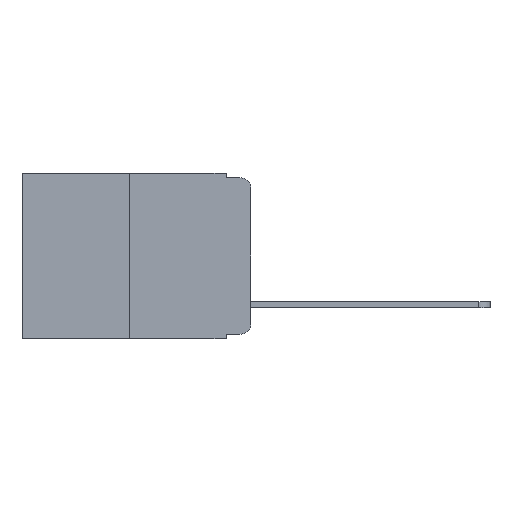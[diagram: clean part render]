
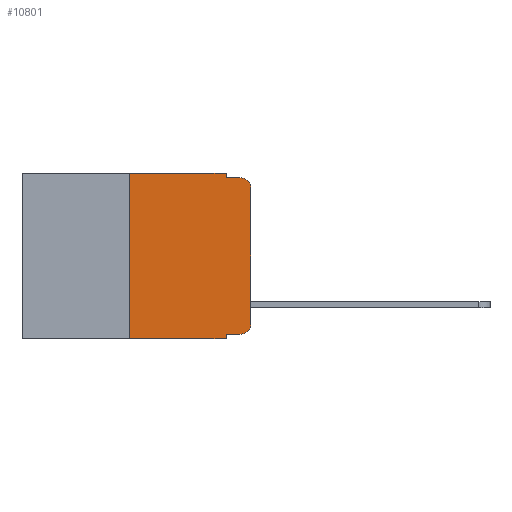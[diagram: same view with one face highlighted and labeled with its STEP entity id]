
A CAD part, left-side view. The second image highlights one B-rep face of the part: STEP entity #10801.
In plain terms, the highlighted planar face has unit normal (-1, 0, 0).
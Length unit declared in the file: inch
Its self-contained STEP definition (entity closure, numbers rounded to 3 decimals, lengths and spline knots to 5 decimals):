
#50 = EDGE_CURVE ( 'NONE', #2481, #1507, #3727, .T. ) ;
#70 = EDGE_CURVE ( 'NONE', #8808, #7814, #8910, .T. ) ;
#364 = CARTESIAN_POINT ( 'NONE',  ( 0., 0.25, 0. ) ) ;
#467 = VERTEX_POINT ( 'NONE', #364 ) ;
#650 = ORIENTED_EDGE ( 'NONE', *, *, #898, .F. ) ;
#828 = EDGE_CURVE ( 'NONE', #1984, #3968, #9942, .T. ) ;
#898 = EDGE_CURVE ( 'NONE', #8808, #467, #9370, .T. ) ;
#920 = CARTESIAN_POINT ( 'NONE',  ( 0., 0.051, 0. ) ) ;
#1187 = FACE_OUTER_BOUND ( 'NONE', #3684, .T. ) ;
#1189 = DIRECTION ( 'NONE',  ( 0., 0., 1. ) ) ;
#1299 = DIRECTION ( 'NONE',  ( 1., 0., 0. ) ) ;
#1507 = VERTEX_POINT ( 'NONE', #4030 ) ;
#1937 = ORIENTED_EDGE ( 'NONE', *, *, #11057, .T. ) ;
#1984 = VERTEX_POINT ( 'NONE', #12125 ) ;
#1998 = EDGE_CURVE ( 'NONE', #1507, #6375, #5941, .T. ) ;
#2392 = CARTESIAN_POINT ( 'NONE',  ( 0., 0.02, -0.01 ) ) ;
#2481 = VERTEX_POINT ( 'NONE', #9398 ) ;
#2869 = CARTESIAN_POINT ( 'NONE',  ( 0., 0.02, -0.03 ) ) ;
#3345 = VECTOR ( 'NONE', #11103, 39.37008 ) ;
#3417 = VERTEX_POINT ( 'NONE', #4150 ) ;
#3602 = EDGE_CURVE ( 'NONE', #467, #2481, #12615, .T. ) ;
#3684 = EDGE_LOOP ( 'NONE', ( #10177, #1937, #10345, #8887, #11213, #650, #7072, #12476, #12486, #11481 ) ) ;
#3727 = LINE ( 'NONE', #4258, #6640 ) ;
#3778 = CARTESIAN_POINT ( 'NONE',  ( 0., 0.25, -0.343 ) ) ;
#3864 = CARTESIAN_POINT ( 'NONE',  ( 0., 0.25, 0. ) ) ;
#3880 = DIRECTION ( 'NONE',  ( 0., 0., -1. ) ) ;
#3951 = EDGE_CURVE ( 'NONE', #3968, #7855, #9107, .T. ) ;
#3968 = VERTEX_POINT ( 'NONE', #9383 ) ;
#4030 = CARTESIAN_POINT ( 'NONE',  ( 0., 0.051, -0.01 ) ) ;
#4150 = CARTESIAN_POINT ( 'NONE',  ( 0., 0., -0.03 ) ) ;
#4258 = CARTESIAN_POINT ( 'NONE',  ( 0., 0.051, 0. ) ) ;
#4593 = CARTESIAN_POINT ( 'NONE',  ( 0., 0., -0.313 ) ) ;
#4630 = EDGE_CURVE ( 'NONE', #7855, #3417, #5285, .T. ) ;
#4710 = AXIS2_PLACEMENT_3D ( 'NONE', #7273, #1299, #8227 ) ;
#4812 = CARTESIAN_POINT ( 'NONE',  ( 0., 0., 0. ) ) ;
#5083 = VECTOR ( 'NONE', #12371, 39.37008 ) ;
#5285 = LINE ( 'NONE', #4812, #10729 ) ;
#5314 = VECTOR ( 'NONE', #8222, 39.37008 ) ;
#5458 = CARTESIAN_POINT ( 'NONE',  ( 0., 0.051, -0.343 ) ) ;
#5494 = CARTESIAN_POINT ( 'NONE',  ( 0., 0.051, -0.333 ) ) ;
#5941 = LINE ( 'NONE', #11174, #3345 ) ;
#5993 = VECTOR ( 'NONE', #11915, 39.37008 ) ;
#6375 = VERTEX_POINT ( 'NONE', #2392 ) ;
#6640 = VECTOR ( 'NONE', #10988, 39.37008 ) ;
#6770 = VECTOR ( 'NONE', #8659, 39.37008 ) ;
#7072 = ORIENTED_EDGE ( 'NONE', *, *, #70, .T. ) ;
#7273 = CARTESIAN_POINT ( 'NONE',  ( 0., 0.473, 0. ) ) ;
#7333 = CARTESIAN_POINT ( 'NONE',  ( 0., 0.473, -0.343 ) ) ;
#7413 = VECTOR ( 'NONE', #12558, 39.37008 ) ;
#7814 = VERTEX_POINT ( 'NONE', #5458 ) ;
#7823 = AXIS2_PLACEMENT_3D ( 'NONE', #10650, #10633, #10558 ) ;
#7855 = VERTEX_POINT ( 'NONE', #4593 ) ;
#8222 = DIRECTION ( 'NONE',  ( 0., -1., 0. ) ) ;
#8227 = DIRECTION ( 'NONE',  ( 0., 0., -1. ) ) ;
#8659 = DIRECTION ( 'NONE',  ( 0., 0., 1. ) ) ;
#8808 = VERTEX_POINT ( 'NONE', #3778 ) ;
#8887 = ORIENTED_EDGE ( 'NONE', *, *, #50, .F. ) ;
#8910 = LINE ( 'NONE', #7333, #5993 ) ;
#8917 = EDGE_CURVE ( 'NONE', #1984, #7814, #10559, .T. ) ;
#9107 = CIRCLE ( 'NONE', #7823, 0.02 ) ;
#9370 = LINE ( 'NONE', #3864, #6770 ) ;
#9383 = CARTESIAN_POINT ( 'NONE',  ( 0., 0.02, -0.333 ) ) ;
#9398 = CARTESIAN_POINT ( 'NONE',  ( 0., 0.051, 0. ) ) ;
#9727 = DIRECTION ( 'NONE',  ( -1., 0., 0. ) ) ;
#9942 = LINE ( 'NONE', #5494, #5083 ) ;
#10177 = ORIENTED_EDGE ( 'NONE', *, *, #4630, .T. ) ;
#10345 = ORIENTED_EDGE ( 'NONE', *, *, #1998, .F. ) ;
#10531 = AXIS2_PLACEMENT_3D ( 'NONE', #2869, #9727, #3880 ) ;
#10558 = DIRECTION ( 'NONE',  ( 0., 0., -1. ) ) ;
#10559 = LINE ( 'NONE', #920, #7413 ) ;
#10633 = DIRECTION ( 'NONE',  ( -1., 0., 0. ) ) ;
#10650 = CARTESIAN_POINT ( 'NONE',  ( 0., 0.02, -0.313 ) ) ;
#10729 = VECTOR ( 'NONE', #1189, 39.37008 ) ;
#10801 = ADVANCED_FACE ( 'NONE', ( #1187 ), #11052, .F. ) ;
#10988 = DIRECTION ( 'NONE',  ( 0., 0., -1. ) ) ;
#11052 = PLANE ( 'NONE',  #4710 ) ;
#11057 = EDGE_CURVE ( 'NONE', #3417, #6375, #11421, .T. ) ;
#11103 = DIRECTION ( 'NONE',  ( 0., -1., 0. ) ) ;
#11174 = CARTESIAN_POINT ( 'NONE',  ( 0., 0.051, -0.01 ) ) ;
#11213 = ORIENTED_EDGE ( 'NONE', *, *, #3602, .F. ) ;
#11421 = CIRCLE ( 'NONE', #10531, 0.02 ) ;
#11481 = ORIENTED_EDGE ( 'NONE', *, *, #3951, .T. ) ;
#11915 = DIRECTION ( 'NONE',  ( 0., -1., 0. ) ) ;
#12125 = CARTESIAN_POINT ( 'NONE',  ( 0., 0.051, -0.333 ) ) ;
#12371 = DIRECTION ( 'NONE',  ( 0., -1., 0. ) ) ;
#12412 = CARTESIAN_POINT ( 'NONE',  ( 0., 0.473, 0. ) ) ;
#12476 = ORIENTED_EDGE ( 'NONE', *, *, #8917, .F. ) ;
#12486 = ORIENTED_EDGE ( 'NONE', *, *, #828, .T. ) ;
#12558 = DIRECTION ( 'NONE',  ( 0., 0., -1. ) ) ;
#12615 = LINE ( 'NONE', #12412, #5314 ) ;
